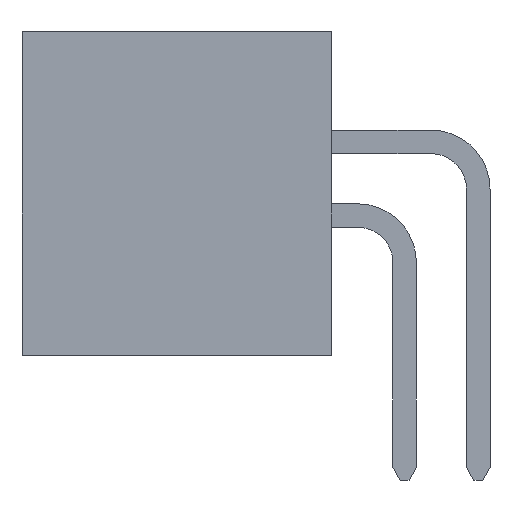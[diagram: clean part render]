
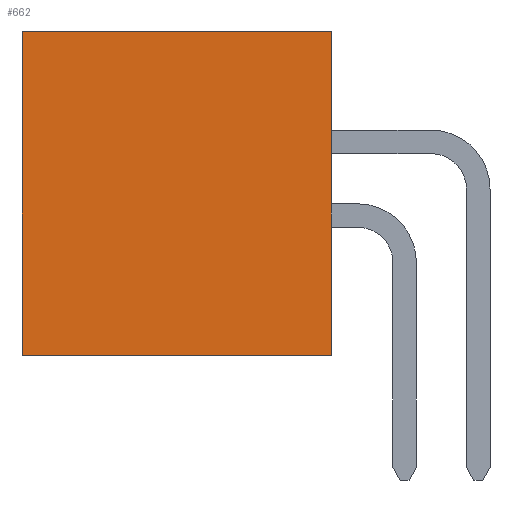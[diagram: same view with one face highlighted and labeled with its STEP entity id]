
A CAD part, left-side view. The second image highlights one B-rep face of the part: STEP entity #662.
In plain terms, the highlighted planar face has unit normal (-1, 0, 0).
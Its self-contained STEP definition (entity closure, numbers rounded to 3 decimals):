
#662=ADVANCED_FACE('',(#1339),#1340,.F.);
#1339=FACE_OUTER_BOUND('',#2008,.T.);
#1340=PLANE('',#2009);
#2008=EDGE_LOOP('',(#4007,#4008,#4009,#4010));
#2009=AXIS2_PLACEMENT_3D('',#4011,#4012,#4013);
#4007=ORIENTED_EDGE('',*,*,#4796,.T.);
#4008=ORIENTED_EDGE('',*,*,#4809,.F.);
#4009=ORIENTED_EDGE('',*,*,#4737,.F.);
#4010=ORIENTED_EDGE('',*,*,#4695,.F.);
#4011=CARTESIAN_POINT('',(-6.35,2.667,-0.254));
#4012=DIRECTION('',(1.0,0.0,0.0));
#4013=DIRECTION('',(0.0,0.0,-1.0));
#4695=EDGE_CURVE('',#5810,#5812,#5813,.T.);
#4737=EDGE_CURVE('',#5812,#5882,#5883,.T.);
#4796=EDGE_CURVE('',#5810,#5968,#5970,.T.);
#4809=EDGE_CURVE('',#5882,#5968,#5983,.T.);
#5810=VERTEX_POINT('',#7432);
#5812=VERTEX_POINT('',#7435);
#5813=LINE('',#7436,#7437);
#5882=VERTEX_POINT('',#7540);
#5883=LINE('',#7541,#7542);
#5968=VERTEX_POINT('',#7670);
#5970=LINE('',#7673,#7674);
#5983=LINE('',#7692,#7693);
#7432=CARTESIAN_POINT('',(-6.35,5.334,2.54));
#7435=CARTESIAN_POINT('',(-6.35,0.0,2.54));
#7436=CARTESIAN_POINT('',(-6.35,2.667,2.54));
#7437=VECTOR('',#8265,1.0);
#7540=CARTESIAN_POINT('',(-6.35,0.0,-3.048));
#7541=CARTESIAN_POINT('',(-6.35,0.0,-0.254));
#7542=VECTOR('',#8300,1.0);
#7670=CARTESIAN_POINT('',(-6.35,5.334,-3.048));
#7673=CARTESIAN_POINT('',(-6.35,5.334,-0.254));
#7674=VECTOR('',#8345,1.0);
#7692=CARTESIAN_POINT('',(-6.35,2.667,-3.048));
#7693=VECTOR('',#8351,1.0);
#8265=DIRECTION('',(0.0,-1.0,0.0));
#8300=DIRECTION('',(0.0,0.0,-1.0));
#8345=DIRECTION('',(0.0,0.0,-1.0));
#8351=DIRECTION('',(0.0,1.0,0.0));
